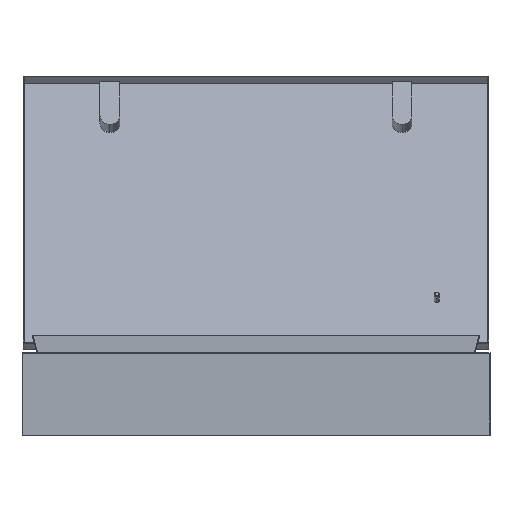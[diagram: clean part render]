
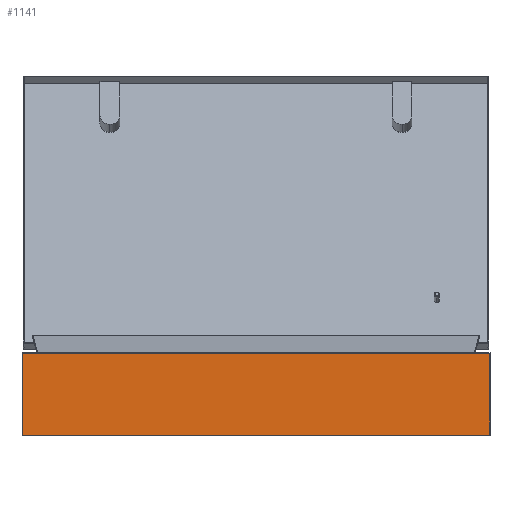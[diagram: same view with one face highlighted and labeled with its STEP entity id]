
A CAD part, left-side view. The second image highlights one B-rep face of the part: STEP entity #1141.
In plain terms, the highlighted planar face has unit normal (-1, 0, 0).
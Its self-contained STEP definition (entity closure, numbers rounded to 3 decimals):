
#63 = CARTESIAN_POINT ( 'NONE',  ( -165., 270., -96. ) ) ;
#198 = ORIENTED_EDGE ( 'NONE', *, *, #8196, .T. ) ;
#243 = CARTESIAN_POINT ( 'NONE',  ( -165., 270., -96. ) ) ;
#672 = DIRECTION ( 'NONE',  ( 0., 0., 1. ) ) ;
#765 = CARTESIAN_POINT ( 'NONE',  ( -165., 270., 0. ) ) ;
#1002 = EDGE_LOOP ( 'NONE', ( #5280, #2957, #2937, #198 ) ) ;
#1083 = EDGE_CURVE ( 'NONE', #6248, #9747, #5830, .T. ) ;
#1141 = ADVANCED_FACE ( 'NONE', ( #1148 ), #7643, .F. ) ;
#1148 = FACE_OUTER_BOUND ( 'NONE', #1002, .T. ) ;
#1384 = CARTESIAN_POINT ( 'NONE',  ( -165., 270., 0. ) ) ;
#2588 = DIRECTION ( 'NONE',  ( 0., 0., 1. ) ) ;
#2743 = CARTESIAN_POINT ( 'NONE',  ( -165., 270., -96. ) ) ;
#2937 = ORIENTED_EDGE ( 'NONE', *, *, #7524, .F. ) ;
#2957 = ORIENTED_EDGE ( 'NONE', *, *, #1083, .F. ) ;
#3070 = VECTOR ( 'NONE', #672, 1000. ) ;
#3945 = VERTEX_POINT ( 'NONE', #7560 ) ;
#4200 = VECTOR ( 'NONE', #2588, 1000. ) ;
#4446 = LINE ( 'NONE', #5346, #4200 ) ;
#4978 = LINE ( 'NONE', #2743, #6426 ) ;
#5280 = ORIENTED_EDGE ( 'NONE', *, *, #10445, .T. ) ;
#5346 = CARTESIAN_POINT ( 'NONE',  ( -165., 270., -96. ) ) ;
#5830 = LINE ( 'NONE', #765, #8070 ) ;
#6217 = DIRECTION ( 'NONE',  ( 1., 0., 0. ) ) ;
#6248 = VERTEX_POINT ( 'NONE', #1384 ) ;
#6426 = VECTOR ( 'NONE', #6582, 1000. ) ;
#6582 = DIRECTION ( 'NONE',  ( 0., -1., 0. ) ) ;
#7474 = DIRECTION ( 'NONE',  ( 0., 0., -1. ) ) ;
#7524 = EDGE_CURVE ( 'NONE', #8411, #6248, #4446, .T. ) ;
#7560 = CARTESIAN_POINT ( 'NONE',  ( -165., -270., -96. ) ) ;
#7643 = PLANE ( 'NONE',  #10719 ) ;
#8070 = VECTOR ( 'NONE', #9761, 1000. ) ;
#8196 = EDGE_CURVE ( 'NONE', #8411, #3945, #4978, .T. ) ;
#8411 = VERTEX_POINT ( 'NONE', #63 ) ;
#9485 = LINE ( 'NONE', #9648, #3070 ) ;
#9648 = CARTESIAN_POINT ( 'NONE',  ( -165., -270., -96. ) ) ;
#9747 = VERTEX_POINT ( 'NONE', #10577 ) ;
#9761 = DIRECTION ( 'NONE',  ( 0., -1., 0. ) ) ;
#10445 = EDGE_CURVE ( 'NONE', #3945, #9747, #9485, .T. ) ;
#10577 = CARTESIAN_POINT ( 'NONE',  ( -165., -270., 0. ) ) ;
#10719 = AXIS2_PLACEMENT_3D ( 'NONE', #243, #6217, #7474 ) ;
